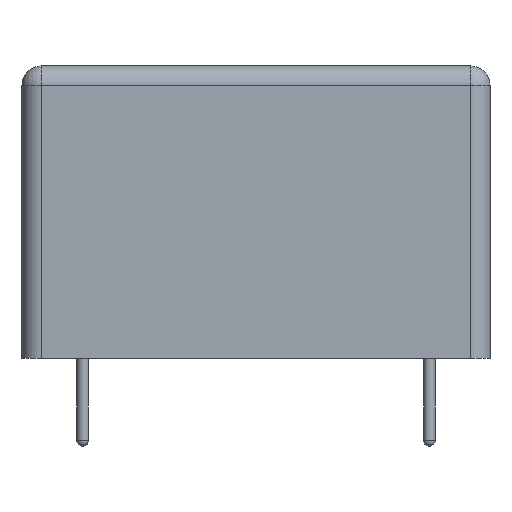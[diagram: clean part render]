
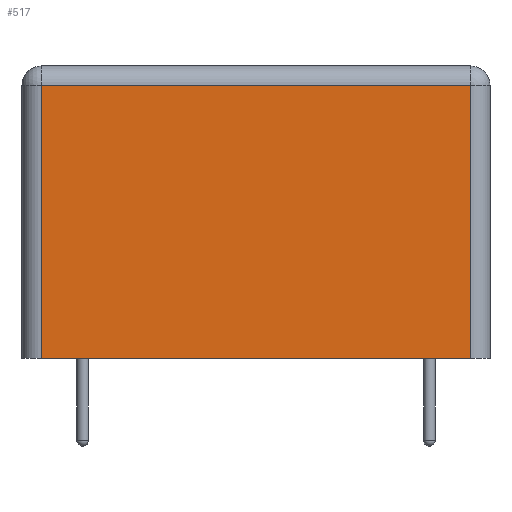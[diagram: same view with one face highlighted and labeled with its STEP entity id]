
A CAD part, left-side view. The second image highlights one B-rep face of the part: STEP entity #517.
In plain terms, the highlighted planar face has unit normal (-1, 0, 0).
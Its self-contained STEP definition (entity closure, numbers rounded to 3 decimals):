
#64 = EDGE_CURVE('',#65,#67,#69,.T.);
#65 = VERTEX_POINT('',#66);
#66 = CARTESIAN_POINT('',(0.,1.,0.));
#67 = VERTEX_POINT('',#68);
#68 = CARTESIAN_POINT('',(0.,23.,0.));
#69 = SURFACE_CURVE('',#70,(#74,#86),.PCURVE_S1.);
#70 = LINE('',#71,#72);
#71 = CARTESIAN_POINT('',(0.,0.,0.));
#72 = VECTOR('',#73,1.);
#73 = DIRECTION('',(0.,1.,0.));
#74 = PCURVE('',#75,#80);
#75 = PLANE('',#76);
#76 = AXIS2_PLACEMENT_3D('',#77,#78,#79);
#77 = CARTESIAN_POINT('',(0.,0.,0.));
#78 = DIRECTION('',(0.,0.,1.));
#79 = DIRECTION('',(1.,0.,0.));
#80 = DEFINITIONAL_REPRESENTATION('',(#81),#85);
#81 = LINE('',#82,#83);
#82 = CARTESIAN_POINT('',(0.,0.));
#83 = VECTOR('',#84,1.);
#84 = DIRECTION('',(0.,1.));
#85 = ( GEOMETRIC_REPRESENTATION_CONTEXT(2) 
PARAMETRIC_REPRESENTATION_CONTEXT() REPRESENTATION_CONTEXT('2D SPACE',''
  ) );
#86 = PCURVE('',#87,#92);
#87 = PLANE('',#88);
#88 = AXIS2_PLACEMENT_3D('',#89,#90,#91);
#89 = CARTESIAN_POINT('',(0.,0.,0.));
#90 = DIRECTION('',(1.,0.,0.));
#91 = DIRECTION('',(0.,0.,1.));
#92 = DEFINITIONAL_REPRESENTATION('',(#93),#97);
#93 = LINE('',#94,#95);
#94 = CARTESIAN_POINT('',(0.,0.));
#95 = VECTOR('',#96,1.);
#96 = DIRECTION('',(0.,-1.));
#97 = ( GEOMETRIC_REPRESENTATION_CONTEXT(2) 
PARAMETRIC_REPRESENTATION_CONTEXT() REPRESENTATION_CONTEXT('2D SPACE',''
  ) );
#116 = CYLINDRICAL_SURFACE('',#117,1.);
#117 = AXIS2_PLACEMENT_3D('',#118,#119,#120);
#118 = CARTESIAN_POINT('',(1.,1.,0.));
#119 = DIRECTION('',(0.,0.,1.));
#120 = DIRECTION('',(-1.,0.,0.));
#289 = CYLINDRICAL_SURFACE('',#290,1.);
#290 = AXIS2_PLACEMENT_3D('',#291,#292,#293);
#291 = CARTESIAN_POINT('',(1.,23.,0.));
#292 = DIRECTION('',(0.,0.,1.));
#293 = DIRECTION('',(0.,1.,0.));
#517 = ADVANCED_FACE('',(#518),#87,.F.);
#518 = FACE_BOUND('',#519,.F.);
#519 = EDGE_LOOP('',(#520,#521,#544,#572));
#520 = ORIENTED_EDGE('',*,*,#64,.T.);
#521 = ORIENTED_EDGE('',*,*,#522,.T.);
#522 = EDGE_CURVE('',#67,#523,#525,.T.);
#523 = VERTEX_POINT('',#524);
#524 = CARTESIAN_POINT('',(0.,23.,14.));
#525 = SURFACE_CURVE('',#526,(#530,#537),.PCURVE_S1.);
#526 = LINE('',#527,#528);
#527 = CARTESIAN_POINT('',(0.,23.,0.));
#528 = VECTOR('',#529,1.);
#529 = DIRECTION('',(0.,0.,1.));
#530 = PCURVE('',#87,#531);
#531 = DEFINITIONAL_REPRESENTATION('',(#532),#536);
#532 = LINE('',#533,#534);
#533 = CARTESIAN_POINT('',(0.,-23.));
#534 = VECTOR('',#535,1.);
#535 = DIRECTION('',(1.,0.));
#536 = ( GEOMETRIC_REPRESENTATION_CONTEXT(2) 
PARAMETRIC_REPRESENTATION_CONTEXT() REPRESENTATION_CONTEXT('2D SPACE',''
  ) );
#537 = PCURVE('',#289,#538);
#538 = DEFINITIONAL_REPRESENTATION('',(#539),#543);
#539 = LINE('',#540,#541);
#540 = CARTESIAN_POINT('',(1.571,0.));
#541 = VECTOR('',#542,1.);
#542 = DIRECTION('',(0.,1.));
#543 = ( GEOMETRIC_REPRESENTATION_CONTEXT(2) 
PARAMETRIC_REPRESENTATION_CONTEXT() REPRESENTATION_CONTEXT('2D SPACE',''
  ) );
#544 = ORIENTED_EDGE('',*,*,#545,.F.);
#545 = EDGE_CURVE('',#546,#523,#548,.T.);
#546 = VERTEX_POINT('',#547);
#547 = CARTESIAN_POINT('',(0.,1.,14.));
#548 = SURFACE_CURVE('',#549,(#553,#560),.PCURVE_S1.);
#549 = LINE('',#550,#551);
#550 = CARTESIAN_POINT('',(0.,1.,14.));
#551 = VECTOR('',#552,1.);
#552 = DIRECTION('',(0.,1.,0.));
#553 = PCURVE('',#87,#554);
#554 = DEFINITIONAL_REPRESENTATION('',(#555),#559);
#555 = LINE('',#556,#557);
#556 = CARTESIAN_POINT('',(14.,-1.));
#557 = VECTOR('',#558,1.);
#558 = DIRECTION('',(0.,-1.));
#559 = ( GEOMETRIC_REPRESENTATION_CONTEXT(2) 
PARAMETRIC_REPRESENTATION_CONTEXT() REPRESENTATION_CONTEXT('2D SPACE',''
  ) );
#560 = PCURVE('',#561,#566);
#561 = CYLINDRICAL_SURFACE('',#562,1.);
#562 = AXIS2_PLACEMENT_3D('',#563,#564,#565);
#563 = CARTESIAN_POINT('',(1.,1.,14.));
#564 = DIRECTION('',(0.,1.,0.));
#565 = DIRECTION('',(-1.,0.,0.));
#566 = DEFINITIONAL_REPRESENTATION('',(#567),#571);
#567 = LINE('',#568,#569);
#568 = CARTESIAN_POINT('',(0.,0.));
#569 = VECTOR('',#570,1.);
#570 = DIRECTION('',(0.,1.));
#571 = ( GEOMETRIC_REPRESENTATION_CONTEXT(2) 
PARAMETRIC_REPRESENTATION_CONTEXT() REPRESENTATION_CONTEXT('2D SPACE',''
  ) );
#572 = ORIENTED_EDGE('',*,*,#573,.F.);
#573 = EDGE_CURVE('',#65,#546,#574,.T.);
#574 = SURFACE_CURVE('',#575,(#579,#586),.PCURVE_S1.);
#575 = LINE('',#576,#577);
#576 = CARTESIAN_POINT('',(0.,1.,0.));
#577 = VECTOR('',#578,1.);
#578 = DIRECTION('',(0.,0.,1.));
#579 = PCURVE('',#87,#580);
#580 = DEFINITIONAL_REPRESENTATION('',(#581),#585);
#581 = LINE('',#582,#583);
#582 = CARTESIAN_POINT('',(0.,-1.));
#583 = VECTOR('',#584,1.);
#584 = DIRECTION('',(1.,0.));
#585 = ( GEOMETRIC_REPRESENTATION_CONTEXT(2) 
PARAMETRIC_REPRESENTATION_CONTEXT() REPRESENTATION_CONTEXT('2D SPACE',''
  ) );
#586 = PCURVE('',#116,#587);
#587 = DEFINITIONAL_REPRESENTATION('',(#588),#592);
#588 = LINE('',#589,#590);
#589 = CARTESIAN_POINT('',(0.,0.));
#590 = VECTOR('',#591,1.);
#591 = DIRECTION('',(0.,1.));
#592 = ( GEOMETRIC_REPRESENTATION_CONTEXT(2) 
PARAMETRIC_REPRESENTATION_CONTEXT() REPRESENTATION_CONTEXT('2D SPACE',''
  ) );
